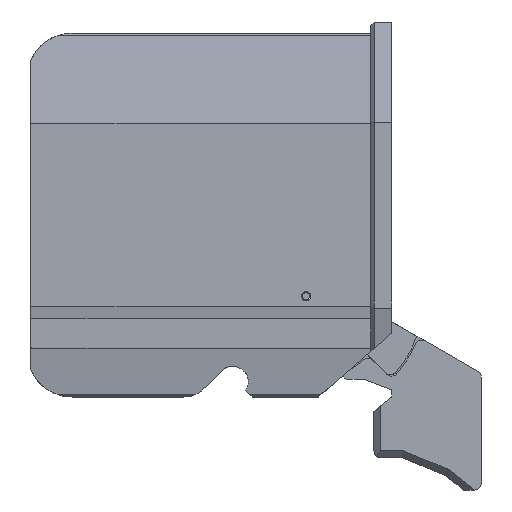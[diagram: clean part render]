
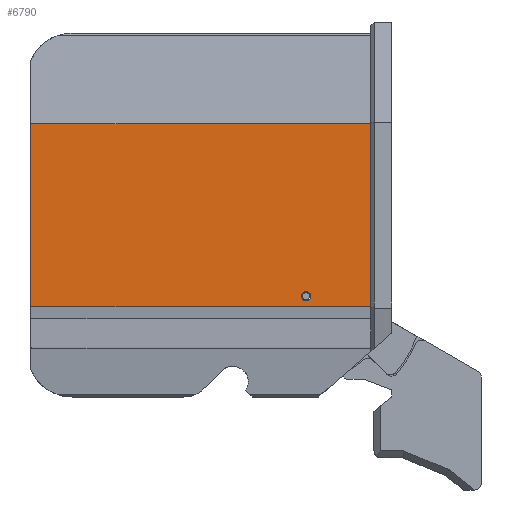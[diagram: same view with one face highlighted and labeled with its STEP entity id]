
A CAD part, left-side view. The second image highlights one B-rep face of the part: STEP entity #6790.
In plain terms, the highlighted planar face has unit normal (-1, 0, 0).
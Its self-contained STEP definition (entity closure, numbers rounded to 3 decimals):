
#219=LINE('',#9785,#992);
#220=LINE('',#9788,#993);
#221=LINE('',#9790,#994);
#222=LINE('',#9792,#995);
#992=VECTOR('',#7810,1000.);
#993=VECTOR('',#7811,1000.);
#994=VECTOR('',#7812,1000.);
#995=VECTOR('',#7813,1000.);
#1765=ORIENTED_EDGE('',*,*,#3839,.T.);
#1766=ORIENTED_EDGE('',*,*,#3840,.T.);
#1767=ORIENTED_EDGE('',*,*,#3841,.T.);
#1768=ORIENTED_EDGE('',*,*,#3842,.F.);
#1769=ORIENTED_EDGE('',*,*,#3843,.T.);
#3839=EDGE_CURVE('',#4876,#4876,#5542,.T.);
#3840=EDGE_CURVE('',#4877,#4878,#219,.T.);
#3841=EDGE_CURVE('',#4878,#4879,#220,.T.);
#3842=EDGE_CURVE('',#4880,#4879,#221,.T.);
#3843=EDGE_CURVE('',#4880,#4877,#222,.T.);
#4876=VERTEX_POINT('',#9784);
#4877=VERTEX_POINT('',#9786);
#4878=VERTEX_POINT('',#9787);
#4879=VERTEX_POINT('',#9789);
#4880=VERTEX_POINT('',#9791);
#5542=CIRCLE('',#7204,1.016);
#5716=EDGE_LOOP('',(#1765));
#5717=EDGE_LOOP('',(#1766,#1767,#1768,#1769));
#6117=FACE_BOUND('',#5716,.T.);
#6118=FACE_BOUND('',#5717,.T.);
#6518=PLANE('',#7203);
#6790=ADVANCED_FACE('',(#6117,#6118),#6518,.T.);
#7203=AXIS2_PLACEMENT_3D('',#9782,#7806,#7807);
#7204=AXIS2_PLACEMENT_3D('',#9783,#7808,#7809);
#7806=DIRECTION('',(-1.,0.,0.));
#7807=DIRECTION('',(0.,1.,0.));
#7808=DIRECTION('',(1.,0.,0.));
#7809=DIRECTION('',(0.,0.,-1.));
#7810=DIRECTION('',(0.,0.,-1.));
#7811=DIRECTION('',(0.,-1.,0.));
#7812=DIRECTION('',(0.,0.,-1.));
#7813=DIRECTION('',(0.,1.,0.));
#9782=CARTESIAN_POINT('',(-12.7,-115.25,55.497));
#9783=CARTESIAN_POINT('',(-12.7,-63.5,22.398));
#9784=CARTESIAN_POINT('',(-12.7,-63.5,21.382));
#9785=CARTESIAN_POINT('',(-12.7,-2.381,-14.029));
#9786=CARTESIAN_POINT('',(-12.7,-2.381,60.72));
#9787=CARTESIAN_POINT('',(-12.7,-2.381,20.08));
#9788=CARTESIAN_POINT('',(-12.7,-1.588,20.08));
#9789=CARTESIAN_POINT('',(-12.7,-77.86,20.08));
#9790=CARTESIAN_POINT('',(-12.7,-77.86,30.24));
#9791=CARTESIAN_POINT('',(-12.7,-77.86,60.72));
#9792=CARTESIAN_POINT('',(-12.7,-1.588,60.72));
